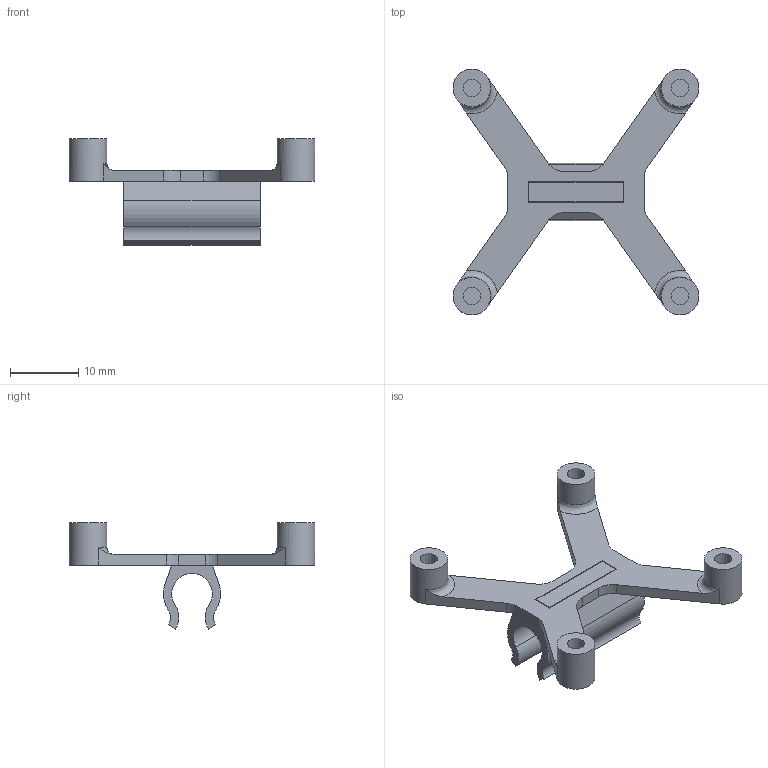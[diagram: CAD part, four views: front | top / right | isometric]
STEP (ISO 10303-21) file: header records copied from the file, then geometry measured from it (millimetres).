
FILE_DESCRIPTION(/* description */ (''),/* implementation_level */ '2;1');
FILE_NAME(/* name */ 'PixRacer Mount v2.step',/* time_stamp */ '2022-08-31T10:59:29-04:00',/* author */ (''),/* organization */ (''),/* preprocessor_version */ 'ST-DEVELOPER v19',/* originating_system */ 'Autodesk Translation Framework v11.7.0.108',/* authorisation */ '');
FILE_SCHEMA (('AUTOMOTIVE_DESIGN { 1 0 10303 214 3 1 1 }'));
Length unit declared in the file: millimetre
Products named in the file (2): PixRacer Mount; Component1
Assembly tree (1 placements, depth 2):
  PixRacer Mount
    Component1
Bounding box: 36.02 x 36.02 x 15.56 mm (x, y, z)
Volume: 1727.1 mm3; surface area: 2780.3 mm2
Topology: 2 solids, 2 shells, 65 faces, 168 edges, 112 vertices
Faces by surface type: plane 38, cylinder 23, torus 4
Full cylindrical faces by diameter (mm): 2.529 x4, 5.525 x4
Entity records: 2096 total; most frequent: CARTESIAN_POINT 388, DIRECTION 354, ORIENTED_EDGE 336, EDGE_CURVE 168, AXIS2_PLACEMENT_3D 126, VERTEX_POINT 112, LINE 102, VECTOR 102
